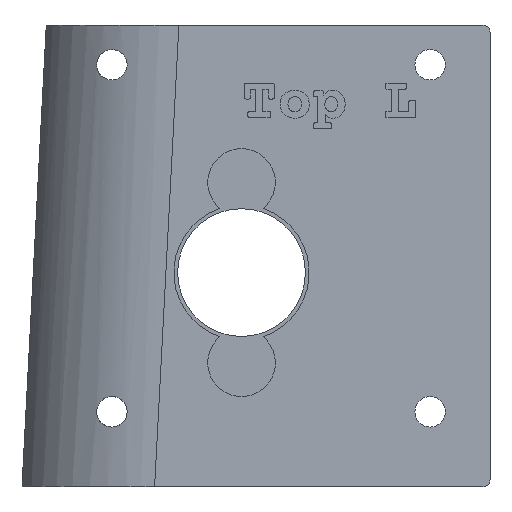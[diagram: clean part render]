
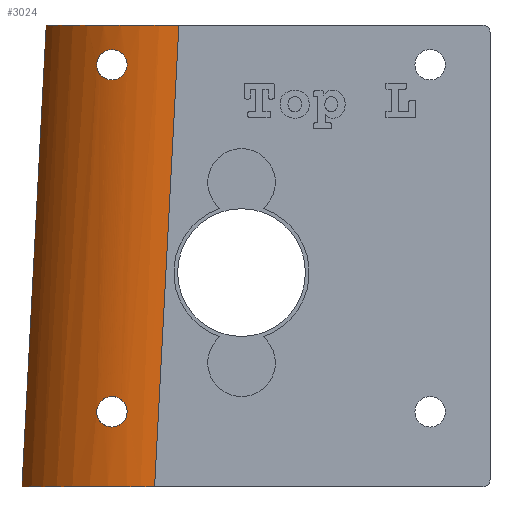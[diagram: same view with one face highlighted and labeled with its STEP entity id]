
A CAD part, front view. The second image highlights one B-rep face of the part: STEP entity #3024.
In plain terms, the highlighted cylindrical face has radius 20.5 mm (diameter 41 mm), a partial arc.
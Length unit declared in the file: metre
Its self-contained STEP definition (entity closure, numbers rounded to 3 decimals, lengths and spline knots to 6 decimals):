
#251=LINE('',#4219,#472);
#252=LINE('',#4223,#473);
#472=VECTOR('',#3471,1.);
#473=VECTOR('',#3474,1.);
#693=ELLIPSE('',#3209,0.020528,0.0205);
#694=ELLIPSE('',#3210,0.020528,0.0205);
#695=ORIENTED_EDGE('',*,*,#1649,.T.);
#696=ORIENTED_EDGE('',*,*,#1650,.T.);
#697=ORIENTED_EDGE('',*,*,#1651,.F.);
#698=ORIENTED_EDGE('',*,*,#1652,.F.);
#699=ORIENTED_EDGE('',*,*,#1653,.F.);
#700=ORIENTED_EDGE('',*,*,#1654,.T.);
#1649=EDGE_CURVE('',#2126,#2126,#2448,.T.);
#1650=EDGE_CURVE('',#2127,#2128,#693,.T.);
#1651=EDGE_CURVE('',#2129,#2128,#251,.T.);
#1652=EDGE_CURVE('',#2130,#2129,#694,.F.);
#1653=EDGE_CURVE('',#2127,#2130,#252,.T.);
#1654=EDGE_CURVE('',#2131,#2131,#2449,.T.);
#2126=VERTEX_POINT('',#4215);
#2127=VERTEX_POINT('',#4217);
#2128=VERTEX_POINT('',#4218);
#2129=VERTEX_POINT('',#4220);
#2130=VERTEX_POINT('',#4222);
#2131=VERTEX_POINT('',#4237);
#2448=B_SPLINE_CURVE_WITH_KNOTS('',3,(#4204,#4205,#4206,#4207,#4208,#4209,
#4210,#4211,#4212,#4213,#4214),.UNSPECIFIED.,.T.,.F.,(1,1,1,1,1,1,1,1,1,
1,1,1,1,1,1),(-0.005182,-0.003454,-0.001727,
0.,0.001727,0.003454,0.005182,0.006909,
0.008636,0.010363,0.012091,0.013818,
0.015545,0.017272,0.019),.UNSPECIFIED.);
#2449=B_SPLINE_CURVE_WITH_KNOTS('',3,(#4224,#4225,#4226,#4227,#4228,#4229,
#4230,#4231,#4232,#4233,#4234,#4235,#4236),.UNSPECIFIED.,.T.,.F.,(1,1,1,
1,1,1,1,1,1,1,1,1,1,1,1,1,1),(-0.005335,-0.003556,-0.001778,
0.,0.001778,0.002667,0.003556,0.004445,
0.005335,0.007113,0.008891,0.010669,
0.012447,0.014225,0.016004,0.016893,
0.017782),.UNSPECIFIED.);
#2562=EDGE_LOOP('',(#695));
#2563=EDGE_LOOP('',(#696,#697,#698,#699));
#2564=EDGE_LOOP('',(#700));
#2757=FACE_BOUND('',#2562,.T.);
#2758=FACE_BOUND('',#2563,.T.);
#2759=FACE_BOUND('',#2564,.T.);
#2952=CYLINDRICAL_SURFACE('',#3208,0.0205);
#3024=ADVANCED_FACE('',(#2757,#2758,#2759),#2952,.T.);
#3208=AXIS2_PLACEMENT_3D('',#4203,#3467,#3468);
#3209=AXIS2_PLACEMENT_3D('',#4216,#3469,#3470);
#3210=AXIS2_PLACEMENT_3D('',#4221,#3472,#3473);
#3467=DIRECTION('',(-0.052,0.,-0.999));
#3468=DIRECTION('',(-0.999,0.,0.052));
#3469=DIRECTION('',(0.,0.,-1.));
#3470=DIRECTION('',(-1.,0.,0.));
#3471=DIRECTION('',(0.052,0.,0.999));
#3472=DIRECTION('',(0.,0.,1.));
#3473=DIRECTION('',(-1.,0.,0.));
#3474=DIRECTION('',(-0.052,0.,-0.999));
#4203=CARTESIAN_POINT('',(-0.251816,-0.14895,-0.090464));
#4204=CARTESIAN_POINT('',(-0.256073,-0.168894,-0.080046));
#4205=CARTESIAN_POINT('',(-0.257767,-0.168439,-0.080708));
#4206=CARTESIAN_POINT('',(-0.259378,-0.167802,-0.080068));
#4207=CARTESIAN_POINT('',(-0.260151,-0.167388,-0.078391));
#4208=CARTESIAN_POINT('',(-0.259431,-0.167696,-0.076654));
#4209=CARTESIAN_POINT('',(-0.257823,-0.168336,-0.075979));
#4210=CARTESIAN_POINT('',(-0.256138,-0.168837,-0.076583));
#4211=CARTESIAN_POINT('',(-0.255352,-0.169019,-0.078293));
#4212=CARTESIAN_POINT('',(-0.256073,-0.168894,-0.080046));
#4213=CARTESIAN_POINT('',(-0.257767,-0.168439,-0.080708));
#4214=CARTESIAN_POINT('',(-0.259378,-0.167802,-0.080068));
#4215=CARTESIAN_POINT('',(-0.257753,-0.168409,-0.080491));
#4216=CARTESIAN_POINT('',(-0.248323,-0.14895,-0.0239));
#4217=CARTESIAN_POINT('',(-0.248323,-0.16945,-0.0239));
#4218=CARTESIAN_POINT('',(-0.267003,-0.15745,-0.0239));
#4219=CARTESIAN_POINT('',(-0.268709,-0.15745,-0.0564));
#4220=CARTESIAN_POINT('',(-0.270415,-0.15745,-0.0889));
#4221=CARTESIAN_POINT('',(-0.251734,-0.14895,-0.0889));
#4222=CARTESIAN_POINT('',(-0.251734,-0.16945,-0.0889));
#4223=CARTESIAN_POINT('',(-0.251816,-0.16945,-0.090464));
#4224=CARTESIAN_POINT('',(-0.25609,-0.168093,-0.03119));
#4225=CARTESIAN_POINT('',(-0.257776,-0.167391,-0.031814));
#4226=CARTESIAN_POINT('',(-0.259067,-0.166662,-0.031307));
#4227=CARTESIAN_POINT('',(-0.259744,-0.16621,-0.030414));
#4228=CARTESIAN_POINT('',(-0.259966,-0.166033,-0.029533));
#4229=CARTESIAN_POINT('',(-0.259803,-0.16611,-0.028628));
#4230=CARTESIAN_POINT('',(-0.25915,-0.166497,-0.027662));
#4231=CARTESIAN_POINT('',(-0.257864,-0.167223,-0.027112));
#4232=CARTESIAN_POINT('',(-0.256202,-0.167981,-0.027644));
#4233=CARTESIAN_POINT('',(-0.255333,-0.168317,-0.029373));
#4234=CARTESIAN_POINT('',(-0.25609,-0.168093,-0.03119));
#4235=CARTESIAN_POINT('',(-0.257776,-0.167391,-0.031814));
#4236=CARTESIAN_POINT('',(-0.259067,-0.166662,-0.031307));
#4237=CARTESIAN_POINT('',(-0.257753,-0.167362,-0.031609));
